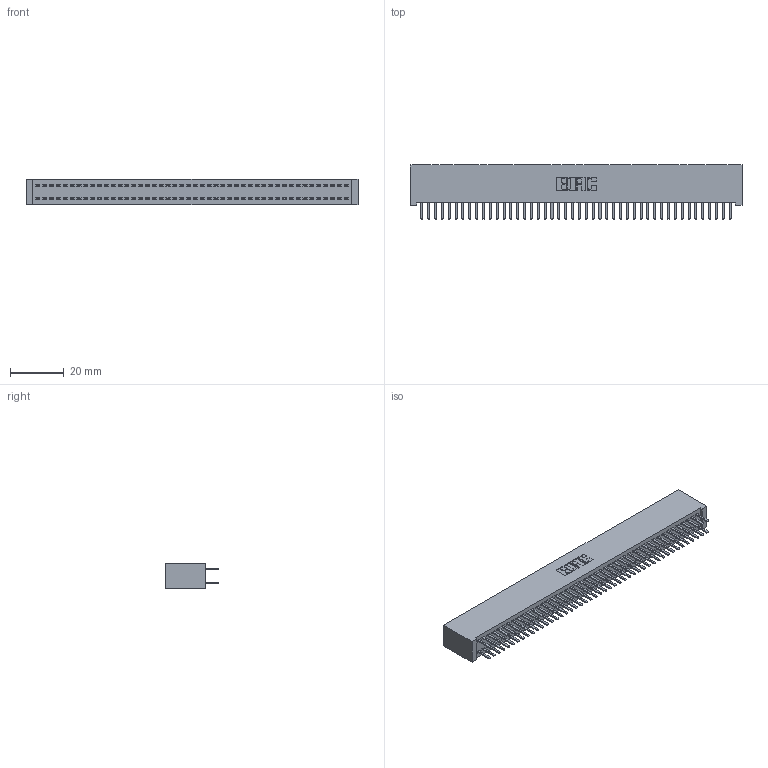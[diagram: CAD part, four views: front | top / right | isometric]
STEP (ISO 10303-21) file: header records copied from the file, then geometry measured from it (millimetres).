
FILE_DESCRIPTION (( 'STEP AP203' ), '1' );
FILE_NAME ('392-092-520-201.STEP', '2018-08-18T07:35:57', ( '' ), ( '' ), 'SwSTEP 2.0', 'SolidWorks 2016', '' );
FILE_SCHEMA (( 'CONFIG_CONTROL_DESIGN' ));
Length unit declared in the file: inch
Products named in the file (3): 345-292-001_345-293-120; 392-092-520-201; 342 Part_Lugless
Assembly tree (93 placements, depth 2):
  392-092-520-201
    342 Part_Lugless
    345-292-001_345-293-120  x92
Bounding box: 123.09 x 20.02 x 9.4 mm (x, y, z)
Volume: 11477.5 mm3; surface area: 19131.8 mm2
Topology: 93 solids, 93 shells, 5254 faces, 15271 edges, 9934 vertices
Faces by surface type: plane 3558, cylinder 1696
Entity records: 28781 total; most frequent: CARTESIAN_POINT 4774, ORIENTED_EDGE 4698, DIRECTION 4053, EDGE_CURVE 2349, LINE 2225, VECTOR 2225, VERTEX_POINT 1562, AXIS2_PLACEMENT_3D 914
